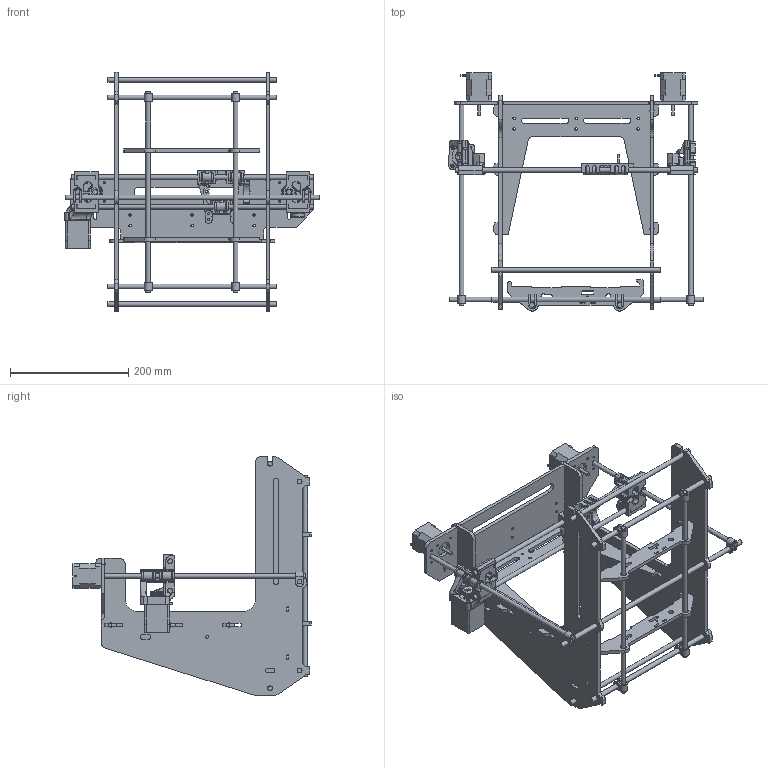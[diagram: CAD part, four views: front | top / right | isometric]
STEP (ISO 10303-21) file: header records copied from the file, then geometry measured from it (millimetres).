
FILE_DESCRIPTION(/* description */ ('Alibre Inc.'),/* implementation_level */ '2;1');
FILE_NAME(/* name */ 'export0',/* time_stamp */ '2012-07-04T14:18:56-04:00',/* author */ (''),/* organization */ (''),/* preprocessor_version */ 'ST-DEVELOPER v14',/* originating_system */ 'Alibre',/* authorisation */ '');
FILE_SCHEMA (('CONFIG_CONTROL_DESIGN'));
Length unit declared in the file: centimetre
Products named in the file (23): ID_1; ID_2; ID_3; ID_4; ID_5; ID_6; ID_7; ID_8; ID_9; ID_10; ID_11; ID_12; ID_13; ID_14; ID_15; ID_16; ID_17
Bounding box: 430.59 x 403.3 x 405 mm (x, y, z)
Volume: 1738385.3 mm3; surface area: 666885.9 mm2
Topology: 55 solids, 56 shells, 2113 faces, 5104 edges, 3046 vertices
Faces by surface type: plane 1432, cylinder 569, sphere 48, bspline 37, cone 24, torus 3
Full cylindrical faces by diameter (mm): 2.9 x2, 3.25 x3, 3.4 x12, 3.5 x10, 4.2 x12, 4.5 x6, 5 x1, 5.25 x1, 6 x3, 8 x32, 8.15 x4, 8.4 x10, 9.6 x4, 14.3 x14, 15 x21, 26 x2
Entity records: 64382 total; most frequent: CARTESIAN_POINT 21130, ORIENTED_EDGE 8552, DIRECTION 7278, EDGE_CURVE 4276, VECTOR 2974, LINE 2974, AXIS2_PLACEMENT_3D 2782, VERTEX_POINT 2615
